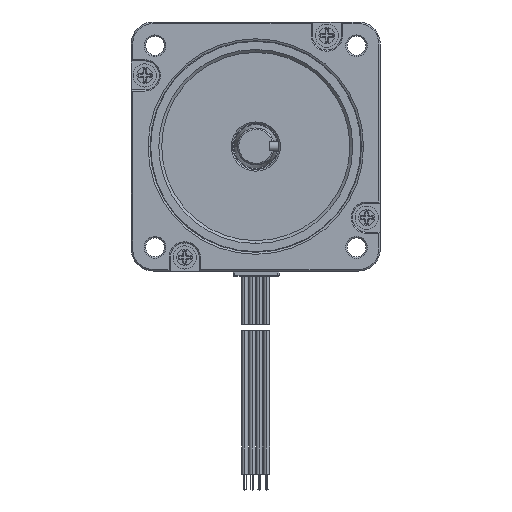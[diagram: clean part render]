
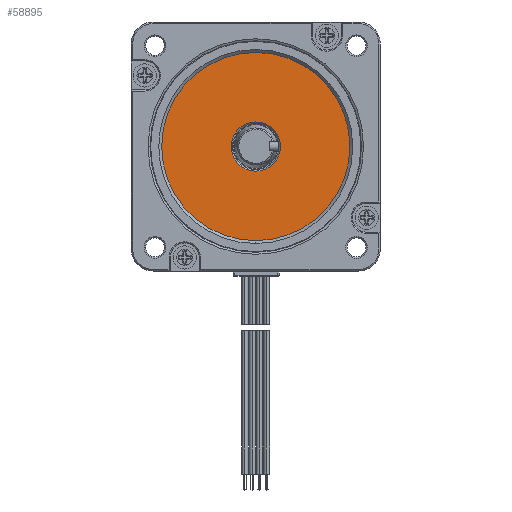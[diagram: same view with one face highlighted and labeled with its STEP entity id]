
A CAD part, top view. The second image highlights one B-rep face of the part: STEP entity #58895.
In plain terms, the highlighted face is planar.
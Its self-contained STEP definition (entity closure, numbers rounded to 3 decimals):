
#56265=CARTESIAN_POINT('',(0.,0.,-0.7));
#56266=DIRECTION('',(0.,0.,-1.));
#56267=DIRECTION('',(0.,-1.,0.));
#56268=AXIS2_PLACEMENT_3D('',#56265,#56266,#56267);
#56270=CARTESIAN_POINT('',(0.,0.,-0.7));
#56271=DIRECTION('',(0.,0.,-1.));
#56272=DIRECTION('',(0.,1.,0.));
#56273=AXIS2_PLACEMENT_3D('',#56270,#56271,#56272);
#56275=CARTESIAN_POINT('',(0.,0.,-0.7));
#56276=DIRECTION('',(0.,0.,-1.));
#56277=DIRECTION('',(0.,1.,0.));
#56278=AXIS2_PLACEMENT_3D('',#56275,#56276,#56277);
#56280=CARTESIAN_POINT('',(0.,0.,-0.7));
#56281=DIRECTION('',(0.,0.,-1.));
#56282=DIRECTION('',(0.,-1.,0.));
#56283=AXIS2_PLACEMENT_3D('',#56280,#56281,#56282);
#58055=CARTESIAN_POINT('',(0.,-8.5,-0.7));
#58056=CARTESIAN_POINT('',(0.,8.5,-0.7));
#58057=VERTEX_POINT('',#58055);
#58058=VERTEX_POINT('',#58056);
#58295=CARTESIAN_POINT('',(0.,32.5,-0.7));
#58296=CARTESIAN_POINT('',(0.,-32.5,-0.7));
#58297=VERTEX_POINT('',#58295);
#58298=VERTEX_POINT('',#58296);
#58879=CARTESIAN_POINT('',(0.,0.,-0.7));
#58880=DIRECTION('',(0.,0.,-1.));
#58881=DIRECTION('',(0.,1.,0.));
#58882=AXIS2_PLACEMENT_3D('',#58879,#58880,#58881);
#58883=PLANE('',#58882);
#58884=ORIENTED_EDGE('',*,*,#58869,.F.);
#58886=ORIENTED_EDGE('',*,*,#58885,.F.);
#58887=EDGE_LOOP('',(#58884,#58886));
#58888=FACE_OUTER_BOUND('',#58887,.F.);
#58890=ORIENTED_EDGE('',*,*,#58889,.T.);
#58892=ORIENTED_EDGE('',*,*,#58891,.T.);
#58893=EDGE_LOOP('',(#58890,#58892));
#58894=FACE_BOUND('',#58893,.F.);
#58895=ADVANCED_FACE('',(#58888,#58894),#58883,.T.);
#56269=CIRCLE('',#56268,8.5);
#56274=CIRCLE('',#56273,8.5);
#56279=CIRCLE('',#56278,32.5);
#56284=CIRCLE('',#56283,32.5);
#58869=EDGE_CURVE('',#58297,#58298,#56279,.T.);
#58885=EDGE_CURVE('',#58298,#58297,#56284,.T.);
#58889=EDGE_CURVE('',#58057,#58058,#56269,.T.);
#58891=EDGE_CURVE('',#58058,#58057,#56274,.T.);
